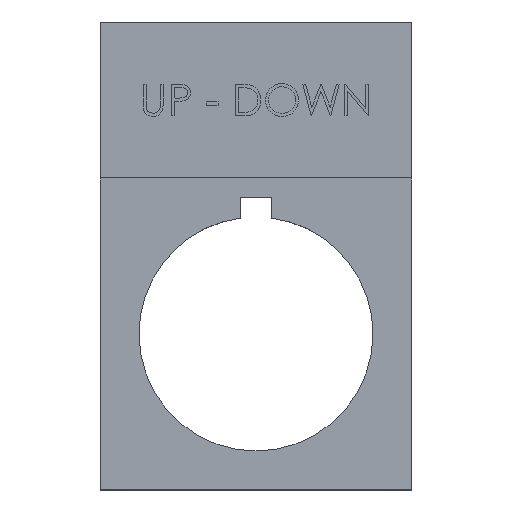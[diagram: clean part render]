
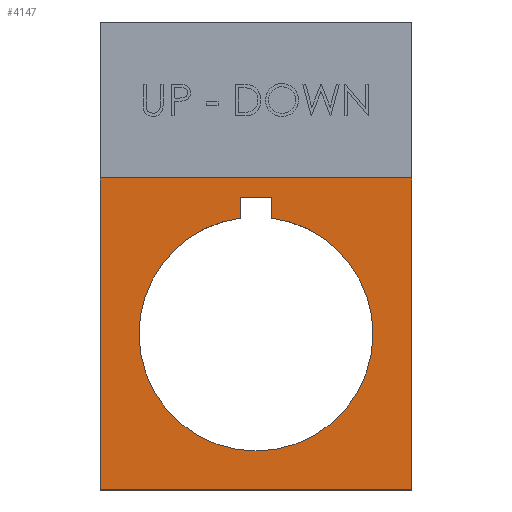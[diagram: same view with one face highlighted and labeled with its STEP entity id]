
A CAD part, top view. The second image highlights one B-rep face of the part: STEP entity #4147.
In plain terms, the highlighted planar face has unit normal (0, 0, 1).
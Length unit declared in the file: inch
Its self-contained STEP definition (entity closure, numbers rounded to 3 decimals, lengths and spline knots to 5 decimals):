
#12 = EDGE_LOOP ( 'NONE', ( #5407, #1251, #1618, #3102, #5183, #3152 ) ) ;
#28 = CARTESIAN_POINT ( 'NONE',  ( 0.05906, 0.5177, 0.01969 ) ) ;
#104 = CARTESIAN_POINT ( 'NONE',  ( 0.05906, 0.43896, 0.01969 ) ) ;
#126 = AXIS2_PLACEMENT_3D ( 'NONE', #4951, #4497, #647 ) ;
#132 = ORIENTED_EDGE ( 'NONE', *, *, #1038, .F. ) ;
#135 = CARTESIAN_POINT ( 'NONE',  ( 0.05906, 0.43896, 0.01969 ) ) ;
#154 = B_SPLINE_CURVE_WITH_KNOTS ( 'NONE', 3,
 ( #3493, #2555, #4880, #1995 ),
 .UNSPECIFIED., .F., .F.,
 ( 4, 4 ),
 ( 0., 1. ),
 .UNSPECIFIED. ) ;
#224 = CARTESIAN_POINT ( 'NONE',  ( 0., 0., 0.01969 ) ) ;
#461 = EDGE_CURVE ( 'NONE', #5011, #2824, #5689, .T. ) ;
#554 = VECTOR ( 'NONE', #2278, 39.37008 ) ;
#647 = DIRECTION ( 'NONE',  ( 1., 0., 0. ) ) ;
#651 = ORIENTED_EDGE ( 'NONE', *, *, #461, .F. ) ;
#678 = DIRECTION ( 'NONE',  ( 1., 0., 0. ) ) ;
#750 = EDGE_CURVE ( 'NONE', #3651, #5731, #4935, .T. ) ;
#914 = VERTEX_POINT ( 'NONE', #28 ) ;
#989 = VECTOR ( 'NONE', #5736, 39.37008 ) ;
#1038 = EDGE_CURVE ( 'NONE', #2824, #1936, #5838, .T. ) ;
#1143 = FACE_OUTER_BOUND ( 'NONE', #2713, .T. ) ;
#1161 = DIRECTION ( 'NONE',  ( 0., 1., 0. ) ) ;
#1240 = CARTESIAN_POINT ( 'NONE',  ( 0.59055, 0.59055, 0.01969 ) ) ;
#1251 = ORIENTED_EDGE ( 'NONE', *, *, #1748, .T. ) ;
#1396 = VERTEX_POINT ( 'NONE', #5664 ) ;
#1618 = ORIENTED_EDGE ( 'NONE', *, *, #5990, .T. ) ;
#1664 = LINE ( 'NONE', #2100, #554 ) ;
#1672 = AXIS2_PLACEMENT_3D ( 'NONE', #4842, #3527, #3461 ) ;
#1684 = VECTOR ( 'NONE', #5019, 39.37008 ) ;
#1748 = EDGE_CURVE ( 'NONE', #914, #2572, #6112, .T. ) ;
#1832 = DIRECTION ( 'NONE',  ( 0., 0., -1. ) ) ;
#1852 = EDGE_CURVE ( 'NONE', #1936, #1396, #3359, .T. ) ;
#1936 = VERTEX_POINT ( 'NONE', #4617 ) ;
#1995 = CARTESIAN_POINT ( 'NONE',  ( -0.59055, 0.59055, 0.01969 ) ) ;
#2032 = DIRECTION ( 'NONE',  ( 0., -1., 0. ) ) ;
#2039 = LINE ( 'NONE', #5778, #989 ) ;
#2094 = VECTOR ( 'NONE', #1161, 39.37008 ) ;
#2100 = CARTESIAN_POINT ( 'NONE',  ( -0.05906, 0.5177, 0.01969 ) ) ;
#2122 = CARTESIAN_POINT ( 'NONE',  ( -0.59055, -0.59055, 0.01969 ) ) ;
#2268 = CARTESIAN_POINT ( 'NONE',  ( 0.59055, -0.59055, 0.01969 ) ) ;
#2278 = DIRECTION ( 'NONE',  ( 0., 1., 0. ) ) ;
#2400 = DIRECTION ( 'NONE',  ( 1., 0., 0. ) ) ;
#2555 = CARTESIAN_POINT ( 'NONE',  ( 0.19685, 0.59055, 0.01969 ) ) ;
#2572 = VERTEX_POINT ( 'NONE', #135 ) ;
#2607 = EDGE_CURVE ( 'NONE', #5011, #1396, #154, .T. ) ;
#2637 = VERTEX_POINT ( 'NONE', #5857 ) ;
#2644 = AXIS2_PLACEMENT_3D ( 'NONE', #2853, #1832, #2400 ) ;
#2695 = EDGE_CURVE ( 'NONE', #2637, #3651, #3874, .T. ) ;
#2713 = EDGE_LOOP ( 'NONE', ( #132, #651, #4496, #5134 ) ) ;
#2824 = VERTEX_POINT ( 'NONE', #2268 ) ;
#2853 = CARTESIAN_POINT ( 'NONE',  ( 0., 0., 0.01969 ) ) ;
#2899 = DIRECTION ( 'NONE',  ( 0., -1., 0. ) ) ;
#3102 = ORIENTED_EDGE ( 'NONE', *, *, #2695, .T. ) ;
#3152 = ORIENTED_EDGE ( 'NONE', *, *, #5507, .T. ) ;
#3173 = CARTESIAN_POINT ( 'NONE',  ( -0.44291, 0., 0.01969 ) ) ;
#3340 = VECTOR ( 'NONE', #2899, 39.37008 ) ;
#3359 = LINE ( 'NONE', #5337, #2094 ) ;
#3461 = DIRECTION ( 'NONE',  ( 1., 0., 0. ) ) ;
#3463 = CARTESIAN_POINT ( 'NONE',  ( 0.59055, -0.59055, 0.01969 ) ) ;
#3493 = CARTESIAN_POINT ( 'NONE',  ( 0.59055, 0.59055, 0.01969 ) ) ;
#3527 = DIRECTION ( 'NONE',  ( 0., 0., -1. ) ) ;
#3580 = DIRECTION ( 'NONE',  ( 0., 0., -1. ) ) ;
#3651 = VERTEX_POINT ( 'NONE', #3173 ) ;
#3762 = AXIS2_PLACEMENT_3D ( 'NONE', #224, #3580, #678 ) ;
#3874 = CIRCLE ( 'NONE', #3762, 0.44291 ) ;
#3924 = CIRCLE ( 'NONE', #2644, 0.44291 ) ;
#4078 = FACE_BOUND ( 'NONE', #12, .T. ) ;
#4080 = CARTESIAN_POINT ( 'NONE',  ( -0.05906, 0.43896, 0.01969 ) ) ;
#4147 = ADVANCED_FACE ( 'NONE', ( #4078, #1143 ), #5930, .T. ) ;
#4496 = ORIENTED_EDGE ( 'NONE', *, *, #2607, .T. ) ;
#4497 = DIRECTION ( 'NONE',  ( 0., 0., 1. ) ) ;
#4617 = CARTESIAN_POINT ( 'NONE',  ( -0.59055, -0.59055, 0.01969 ) ) ;
#4808 = VECTOR ( 'NONE', #2032, 39.37008 ) ;
#4842 = CARTESIAN_POINT ( 'NONE',  ( 0., 0., 0.01969 ) ) ;
#4880 = CARTESIAN_POINT ( 'NONE',  ( -0.19685, 0.59055, 0.01969 ) ) ;
#4935 = CIRCLE ( 'NONE', #1672, 0.44291 ) ;
#4951 = CARTESIAN_POINT ( 'NONE',  ( 0., 0.29528, 0.01969 ) ) ;
#5011 = VERTEX_POINT ( 'NONE', #1240 ) ;
#5019 = DIRECTION ( 'NONE',  ( -1., 0., 0. ) ) ;
#5134 = ORIENTED_EDGE ( 'NONE', *, *, #1852, .F. ) ;
#5183 = ORIENTED_EDGE ( 'NONE', *, *, #750, .T. ) ;
#5223 = CARTESIAN_POINT ( 'NONE',  ( -0.05906, 0.5177, 0.01969 ) ) ;
#5337 = CARTESIAN_POINT ( 'NONE',  ( -0.59055, 1.1811, 0.01969 ) ) ;
#5407 = ORIENTED_EDGE ( 'NONE', *, *, #6081, .T. ) ;
#5507 = EDGE_CURVE ( 'NONE', #5731, #6038, #1664, .T. ) ;
#5664 = CARTESIAN_POINT ( 'NONE',  ( -0.59055, 0.59055, 0.01969 ) ) ;
#5689 = LINE ( 'NONE', #3463, #3340 ) ;
#5731 = VERTEX_POINT ( 'NONE', #4080 ) ;
#5736 = DIRECTION ( 'NONE',  ( 1., 0., 0. ) ) ;
#5778 = CARTESIAN_POINT ( 'NONE',  ( 0.05906, 0.5177, 0.01969 ) ) ;
#5838 = LINE ( 'NONE', #2122, #1684 ) ;
#5857 = CARTESIAN_POINT ( 'NONE',  ( 0.44291, 0., 0.01969 ) ) ;
#5930 = PLANE ( 'NONE',  #126 ) ;
#5990 = EDGE_CURVE ( 'NONE', #2572, #2637, #3924, .T. ) ;
#6038 = VERTEX_POINT ( 'NONE', #5223 ) ;
#6081 = EDGE_CURVE ( 'NONE', #6038, #914, #2039, .T. ) ;
#6112 = LINE ( 'NONE', #104, #4808 ) ;
